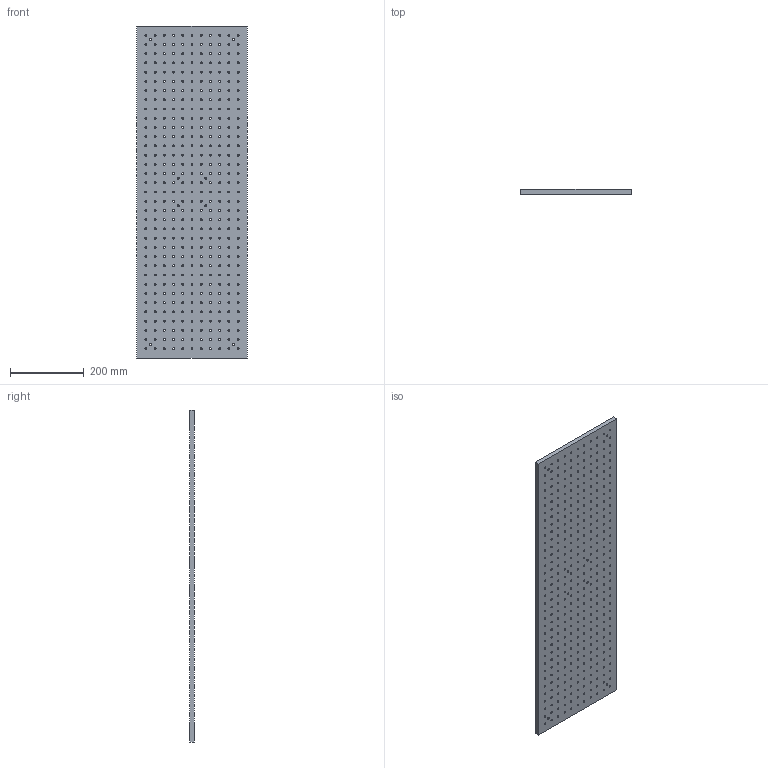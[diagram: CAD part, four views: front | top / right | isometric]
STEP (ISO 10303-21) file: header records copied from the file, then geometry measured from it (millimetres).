
FILE_DESCRIPTION (( 'STEP AP203' ), '1' );
FILE_NAME ('516004.STEP', '2025-04-28T08:49:27', ( 'Windows User' ), ( 'P R C' ), 'SwSTEP 2.0', 'SolidWorks 2020', '' );
FILE_SCHEMA (( 'CONFIG_CONTROL_DESIGN' ));
Length unit declared in the file: millimetre
Products named in the file (1): 516004
Bounding box: 300 x 13 x 900 mm (x, y, z)
Volume: 3405411.4 mm3; surface area: 637021.2 mm2
Topology: 1 solids, 1 shells, 415 faces, 1215 edges, 810 vertices
Faces by surface type: cylinder 401, plane 14
Full cylindrical faces by diameter (mm): 5 x385, 5.8 x8, 11 x8
Entity records: 13915 total; most frequent: DIRECTION 2448, CARTESIAN_POINT 2040, ORIENTED_EDGE 1628, EDGE_LOOP 1610, AXIS2_PLACEMENT_3D 1218, FACE_OUTER_BOUND 816, EDGE_CURVE 814, VERTEX_POINT 810
